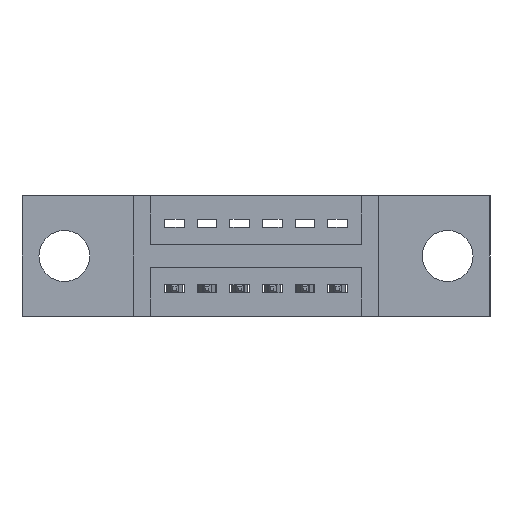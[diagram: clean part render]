
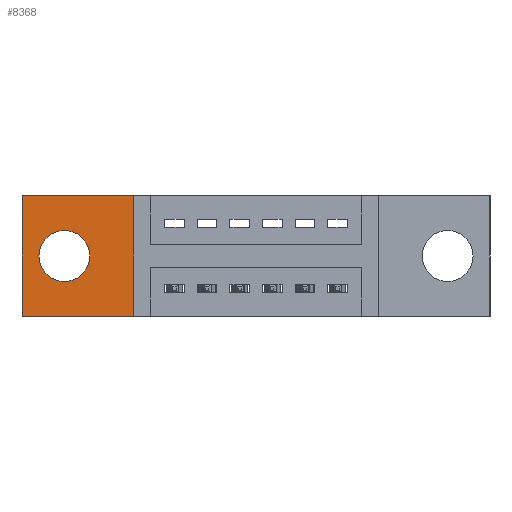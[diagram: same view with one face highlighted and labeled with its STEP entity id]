
A CAD part, front view. The second image highlights one B-rep face of the part: STEP entity #8368.
In plain terms, the highlighted planar face has unit normal (0, -1, 0).
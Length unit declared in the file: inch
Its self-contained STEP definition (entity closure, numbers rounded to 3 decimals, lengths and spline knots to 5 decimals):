
#24 = CARTESIAN_POINT ( 'NONE',  ( 0., 0.11, 0. ) ) ;
#84 = ORIENTED_EDGE ( 'NONE', *, *, #7697, .F. ) ;
#231 = LINE ( 'NONE', #24, #5351 ) ;
#542 = EDGE_LOOP ( 'NONE', ( #2555, #1533, #1208, #1801 ) ) ;
#747 = VERTEX_POINT ( 'NONE', #8177 ) ;
#776 = DIRECTION ( 'NONE',  ( 0., 0., -1. ) ) ;
#794 = CARTESIAN_POINT ( 'NONE',  ( 0.3425, 0.11, -0.37 ) ) ;
#1208 = ORIENTED_EDGE ( 'NONE', *, *, #6464, .T. ) ;
#1317 = CARTESIAN_POINT ( 'NONE',  ( 0., 0.11, 0. ) ) ;
#1410 = PLANE ( 'NONE',  #3285 ) ;
#1442 = DIRECTION ( 'NONE',  ( 0., -1., 0. ) ) ;
#1533 = ORIENTED_EDGE ( 'NONE', *, *, #5768, .T. ) ;
#1561 = DIRECTION ( 'NONE',  ( 0., 0., 1. ) ) ;
#1576 = EDGE_CURVE ( 'NONE', #3841, #7270, #9138, .T. ) ;
#1599 = DIRECTION ( 'NONE',  ( 0., 0., -1. ) ) ;
#1801 = ORIENTED_EDGE ( 'NONE', *, *, #7468, .T. ) ;
#1855 = VERTEX_POINT ( 'NONE', #9336 ) ;
#2465 = VERTEX_POINT ( 'NONE', #794 ) ;
#2555 = ORIENTED_EDGE ( 'NONE', *, *, #1576, .T. ) ;
#2693 = DIRECTION ( 'NONE',  ( 0., 0., -1. ) ) ;
#3156 = DIRECTION ( 'NONE',  ( -1., 0., 0. ) ) ;
#3285 = AXIS2_PLACEMENT_3D ( 'NONE', #4482, #1442, #7599 ) ;
#3427 = VERTEX_POINT ( 'NONE', #4046 ) ;
#3778 = DIRECTION ( 'NONE',  ( 0., -1., 0. ) ) ;
#3841 = VERTEX_POINT ( 'NONE', #1317 ) ;
#4046 = CARTESIAN_POINT ( 'NONE',  ( 0.3425, 0.11, 0. ) ) ;
#4083 = CIRCLE ( 'NONE', #5048, 0.078 ) ;
#4093 = AXIS2_PLACEMENT_3D ( 'NONE', #5390, #3778, #1599 ) ;
#4375 = ORIENTED_EDGE ( 'NONE', *, *, #9608, .F. ) ;
#4482 = CARTESIAN_POINT ( 'NONE',  ( 0., 0.11, -0.37 ) ) ;
#4638 = CARTESIAN_POINT ( 'NONE',  ( 0.3425, 0.11, 0. ) ) ;
#4668 = CARTESIAN_POINT ( 'NONE',  ( 0., 0.11, -0.37 ) ) ;
#5048 = AXIS2_PLACEMENT_3D ( 'NONE', #9599, #8144, #2693 ) ;
#5244 = FACE_BOUND ( 'NONE', #5486, .T. ) ;
#5351 = VECTOR ( 'NONE', #3156, 39.37008 ) ;
#5363 = CARTESIAN_POINT ( 'NONE',  ( 0., 0.11, 0. ) ) ;
#5390 = CARTESIAN_POINT ( 'NONE',  ( 0.13, 0.11, -0.185 ) ) ;
#5486 = EDGE_LOOP ( 'NONE', ( #4375, #84 ) ) ;
#5589 = DIRECTION ( 'NONE',  ( 1., 0., 0. ) ) ;
#5768 = EDGE_CURVE ( 'NONE', #7270, #2465, #6247, .T. ) ;
#5833 = CARTESIAN_POINT ( 'NONE',  ( 0., 0.11, -0.37 ) ) ;
#6247 = LINE ( 'NONE', #4668, #7179 ) ;
#6464 = EDGE_CURVE ( 'NONE', #2465, #3427, #8986, .T. ) ;
#7179 = VECTOR ( 'NONE', #5589, 39.37008 ) ;
#7270 = VERTEX_POINT ( 'NONE', #5833 ) ;
#7427 = VECTOR ( 'NONE', #776, 39.37008 ) ;
#7468 = EDGE_CURVE ( 'NONE', #3427, #3841, #231, .T. ) ;
#7599 = DIRECTION ( 'NONE',  ( 0., 0., -1. ) ) ;
#7697 = EDGE_CURVE ( 'NONE', #747, #1855, #4083, .T. ) ;
#8113 = CIRCLE ( 'NONE', #4093, 0.078 ) ;
#8144 = DIRECTION ( 'NONE',  ( 0., -1., 0. ) ) ;
#8150 = VECTOR ( 'NONE', #1561, 39.37008 ) ;
#8177 = CARTESIAN_POINT ( 'NONE',  ( 0.13, 0.11, -0.263 ) ) ;
#8318 = FACE_OUTER_BOUND ( 'NONE', #542, .T. ) ;
#8368 = ADVANCED_FACE ( 'NONE', ( #5244, #8318 ), #1410, .T. ) ;
#8986 = LINE ( 'NONE', #4638, #8150 ) ;
#9138 = LINE ( 'NONE', #5363, #7427 ) ;
#9336 = CARTESIAN_POINT ( 'NONE',  ( 0.13, 0.11, -0.107 ) ) ;
#9599 = CARTESIAN_POINT ( 'NONE',  ( 0.13, 0.11, -0.185 ) ) ;
#9608 = EDGE_CURVE ( 'NONE', #1855, #747, #8113, .T. ) ;
